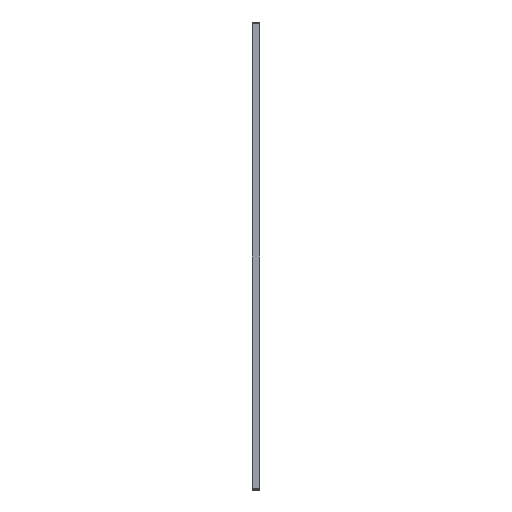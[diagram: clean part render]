
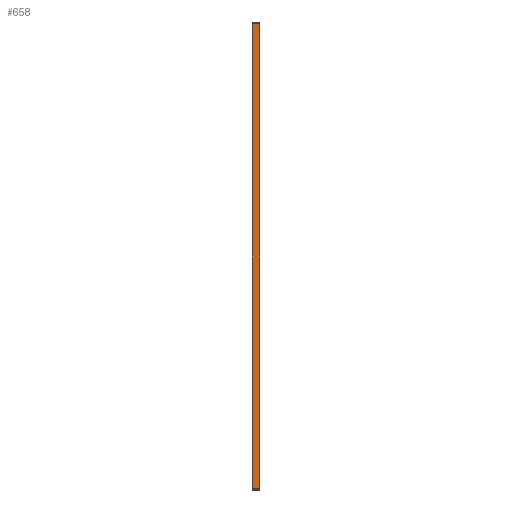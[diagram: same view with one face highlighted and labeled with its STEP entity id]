
A CAD part, left-side view. The second image highlights one B-rep face of the part: STEP entity #658.
In plain terms, the highlighted planar face has unit normal (-1, 0, 0).
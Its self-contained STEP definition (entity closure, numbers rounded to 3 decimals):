
#10 = DIRECTION ( 'NONE',  ( 0., 0., 1. ) ) ;
#43 = VERTEX_POINT ( 'NONE', #1099 ) ;
#128 = LINE ( 'NONE', #1140, #1426 ) ;
#157 = LINE ( 'NONE', #1789, #233 ) ;
#195 = CARTESIAN_POINT ( 'NONE',  ( 0., 2., 0. ) ) ;
#233 = VECTOR ( 'NONE', #1020, 1000. ) ;
#240 = DIRECTION ( 'NONE',  ( 0., 1., 0. ) ) ;
#241 = DIRECTION ( 'NONE',  ( 0., 0., 1. ) ) ;
#329 = CARTESIAN_POINT ( 'NONE',  ( 0., 0., -0.5 ) ) ;
#425 = ORIENTED_EDGE ( 'NONE', *, *, #1010, .F. ) ;
#544 = FACE_OUTER_BOUND ( 'NONE', #1842, .T. ) ;
#557 = ORIENTED_EDGE ( 'NONE', *, *, #1410, .T. ) ;
#620 = VERTEX_POINT ( 'NONE', #1531 ) ;
#658 = ADVANCED_FACE ( 'NONE', ( #544 ), #1282, .F. ) ;
#814 = DIRECTION ( 'NONE',  ( 1., 0., 0. ) ) ;
#820 = ORIENTED_EDGE ( 'NONE', *, *, #1867, .T. ) ;
#878 = VECTOR ( 'NONE', #240, 1000. ) ;
#960 = DIRECTION ( 'NONE',  ( 0., 0., -1. ) ) ;
#1010 = EDGE_CURVE ( 'NONE', #620, #1716, #1471, .T. ) ;
#1020 = DIRECTION ( 'NONE',  ( 0., -1., 0. ) ) ;
#1079 = CARTESIAN_POINT ( 'NONE',  ( 0., 2., -0.5 ) ) ;
#1099 = CARTESIAN_POINT ( 'NONE',  ( 0., 0., -123.8 ) ) ;
#1140 = CARTESIAN_POINT ( 'NONE',  ( 0., 0., 0. ) ) ;
#1282 = PLANE ( 'NONE',  #1508 ) ;
#1286 = ORIENTED_EDGE ( 'NONE', *, *, #1760, .T. ) ;
#1396 = CARTESIAN_POINT ( 'NONE',  ( 0., 2., -0.5 ) ) ;
#1397 = VERTEX_POINT ( 'NONE', #329 ) ;
#1410 = EDGE_CURVE ( 'NONE', #620, #43, #157, .T. ) ;
#1426 = VECTOR ( 'NONE', #241, 1000. ) ;
#1471 = LINE ( 'NONE', #195, #1606 ) ;
#1508 = AXIS2_PLACEMENT_3D ( 'NONE', #1689, #814, #960 ) ;
#1526 = LINE ( 'NONE', #1396, #878 ) ;
#1531 = CARTESIAN_POINT ( 'NONE',  ( 0., 2., -123.8 ) ) ;
#1606 = VECTOR ( 'NONE', #10, 1000. ) ;
#1689 = CARTESIAN_POINT ( 'NONE',  ( 0., 2., 0. ) ) ;
#1716 = VERTEX_POINT ( 'NONE', #1079 ) ;
#1760 = EDGE_CURVE ( 'NONE', #1397, #1716, #1526, .T. ) ;
#1789 = CARTESIAN_POINT ( 'NONE',  ( 0., 2., -123.8 ) ) ;
#1842 = EDGE_LOOP ( 'NONE', ( #820, #1286, #425, #557 ) ) ;
#1867 = EDGE_CURVE ( 'NONE', #43, #1397, #128, .T. ) ;
